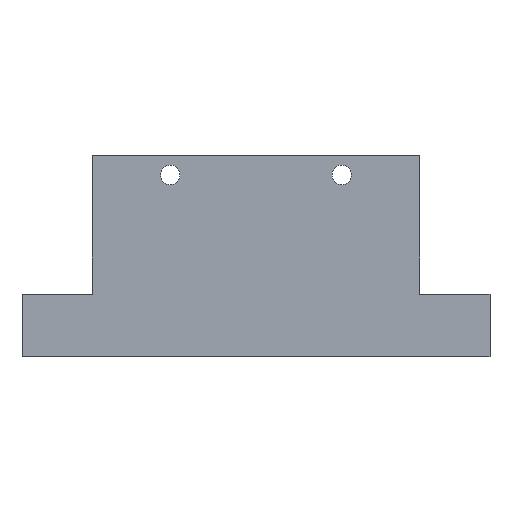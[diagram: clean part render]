
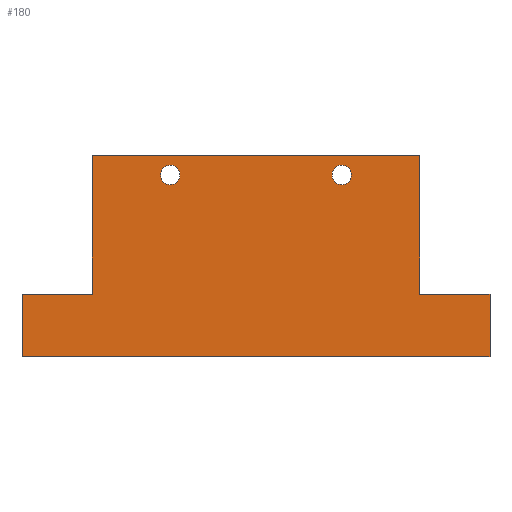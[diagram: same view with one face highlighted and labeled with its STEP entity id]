
A CAD part, front view. The second image highlights one B-rep face of the part: STEP entity #180.
In plain terms, the highlighted planar face has unit normal (0, -1, 0).
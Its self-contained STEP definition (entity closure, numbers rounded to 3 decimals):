
#36 = ORIENTED_EDGE ( 'NONE', *, *, #308, .F. ) ;
#43 = VECTOR ( 'NONE', #941, 1000. ) ;
#57 = LINE ( 'NONE', #221, #234 ) ;
#64 = VERTEX_POINT ( 'NONE', #157 ) ;
#76 = ORIENTED_EDGE ( 'NONE', *, *, #271, .F. ) ;
#104 = DIRECTION ( 'NONE',  ( 1., 0., 0. ) ) ;
#139 = LINE ( 'NONE', #597, #455 ) ;
#157 = CARTESIAN_POINT ( 'NONE',  ( 21., -25., 8. ) ) ;
#162 = LINE ( 'NONE', #1065, #899 ) ;
#179 = AXIS2_PLACEMENT_3D ( 'NONE', #1051, #443, #347 ) ;
#180 = ADVANCED_FACE ( 'NONE', ( #982, #929, #1012 ), #529, .F. ) ;
#188 = VERTEX_POINT ( 'NONE', #450 ) ;
#192 = VERTEX_POINT ( 'NONE', #537 ) ;
#200 = CARTESIAN_POINT ( 'NONE',  ( 30., -25., 8. ) ) ;
#213 = CARTESIAN_POINT ( 'NONE',  ( 11., -25., 23.3 ) ) ;
#221 = CARTESIAN_POINT ( 'NONE',  ( -30., -25., 0. ) ) ;
#234 = VECTOR ( 'NONE', #401, 1000. ) ;
#250 = CARTESIAN_POINT ( 'NONE',  ( 11., -25., 24.55 ) ) ;
#256 = DIRECTION ( 'NONE',  ( 0., -1., 0. ) ) ;
#271 = EDGE_CURVE ( 'NONE', #340, #64, #1064, .T. ) ;
#274 = VERTEX_POINT ( 'NONE', #718 ) ;
#282 = VECTOR ( 'NONE', #1132, 1000. ) ;
#292 = ORIENTED_EDGE ( 'NONE', *, *, #948, .T. ) ;
#308 = EDGE_CURVE ( 'NONE', #434, #864, #162, .T. ) ;
#313 = DIRECTION ( 'NONE',  ( 0., -1., 0. ) ) ;
#317 = EDGE_CURVE ( 'NONE', #892, #274, #690, .T. ) ;
#340 = VERTEX_POINT ( 'NONE', #499 ) ;
#347 = DIRECTION ( 'NONE',  ( 0., 0., -1. ) ) ;
#349 = EDGE_LOOP ( 'NONE', ( #839, #879 ) ) ;
#351 = VERTEX_POINT ( 'NONE', #694 ) ;
#360 = DIRECTION ( 'NONE',  ( 0., 1., 0. ) ) ;
#371 = ORIENTED_EDGE ( 'NONE', *, *, #914, .F. ) ;
#397 = CARTESIAN_POINT ( 'NONE',  ( 30., -25., 8. ) ) ;
#401 = DIRECTION ( 'NONE',  ( 1., 0., 0. ) ) ;
#411 = EDGE_CURVE ( 'NONE', #416, #274, #57, .T. ) ;
#416 = VERTEX_POINT ( 'NONE', #588 ) ;
#422 = AXIS2_PLACEMENT_3D ( 'NONE', #898, #360, #546 ) ;
#434 = VERTEX_POINT ( 'NONE', #513 ) ;
#443 = DIRECTION ( 'NONE',  ( 0., -1., 0. ) ) ;
#446 = DIRECTION ( 'NONE',  ( 0., -1., 0. ) ) ;
#448 = ORIENTED_EDGE ( 'NONE', *, *, #317, .F. ) ;
#450 = CARTESIAN_POINT ( 'NONE',  ( 11., -25., 22.05 ) ) ;
#455 = VECTOR ( 'NONE', #104, 1000. ) ;
#487 = ORIENTED_EDGE ( 'NONE', *, *, #795, .F. ) ;
#498 = AXIS2_PLACEMENT_3D ( 'NONE', #213, #313, #957 ) ;
#499 = CARTESIAN_POINT ( 'NONE',  ( 21., -25., 25.8 ) ) ;
#513 = CARTESIAN_POINT ( 'NONE',  ( -30., -25., 8. ) ) ;
#519 = EDGE_LOOP ( 'NONE', ( #1096, #448, #371, #76, #911, #292, #36, #1048 ) ) ;
#520 = VERTEX_POINT ( 'NONE', #250 ) ;
#529 = PLANE ( 'NONE',  #422 ) ;
#533 = DIRECTION ( 'NONE',  ( 0., 0., -1. ) ) ;
#537 = CARTESIAN_POINT ( 'NONE',  ( -11., -25., 22.05 ) ) ;
#538 = AXIS2_PLACEMENT_3D ( 'NONE', #627, #446, #533 ) ;
#546 = DIRECTION ( 'NONE',  ( 0., 0., 1. ) ) ;
#566 = CIRCLE ( 'NONE', #498, 1.25 ) ;
#570 = CIRCLE ( 'NONE', #538, 1.25 ) ;
#575 = VERTEX_POINT ( 'NONE', #944 ) ;
#583 = CIRCLE ( 'NONE', #179, 1.25 ) ;
#586 = DIRECTION ( 'NONE',  ( 0., 0., -1. ) ) ;
#588 = CARTESIAN_POINT ( 'NONE',  ( -30., -25., 0. ) ) ;
#589 = EDGE_CURVE ( 'NONE', #351, #340, #139, .T. ) ;
#593 = LINE ( 'NONE', #986, #889 ) ;
#597 = CARTESIAN_POINT ( 'NONE',  ( 21., -25., 25.8 ) ) ;
#610 = EDGE_CURVE ( 'NONE', #434, #416, #632, .T. ) ;
#615 = VECTOR ( 'NONE', #586, 1000. ) ;
#627 = CARTESIAN_POINT ( 'NONE',  ( -11., -25., 23.3 ) ) ;
#632 = LINE ( 'NONE', #967, #282 ) ;
#651 = EDGE_CURVE ( 'NONE', #575, #192, #1119, .T. ) ;
#690 = LINE ( 'NONE', #397, #615 ) ;
#694 = CARTESIAN_POINT ( 'NONE',  ( -21., -25., 25.8 ) ) ;
#718 = CARTESIAN_POINT ( 'NONE',  ( 30., -25., 0. ) ) ;
#771 = EDGE_CURVE ( 'NONE', #520, #188, #583, .T. ) ;
#795 = EDGE_CURVE ( 'NONE', #188, #520, #566, .T. ) ;
#811 = DIRECTION ( 'NONE',  ( 0., 0., -1. ) ) ;
#814 = VECTOR ( 'NONE', #811, 1000. ) ;
#816 = DIRECTION ( 'NONE',  ( 0., 0., -1. ) ) ;
#839 = ORIENTED_EDGE ( 'NONE', *, *, #1071, .F. ) ;
#844 = CARTESIAN_POINT ( 'NONE',  ( -11., -25., 23.3 ) ) ;
#864 = VERTEX_POINT ( 'NONE', #883 ) ;
#879 = ORIENTED_EDGE ( 'NONE', *, *, #651, .F. ) ;
#881 = AXIS2_PLACEMENT_3D ( 'NONE', #844, #256, #816 ) ;
#883 = CARTESIAN_POINT ( 'NONE',  ( -21., -25., 8. ) ) ;
#889 = VECTOR ( 'NONE', #1112, 1000. ) ;
#892 = VERTEX_POINT ( 'NONE', #200 ) ;
#898 = CARTESIAN_POINT ( 'NONE',  ( -30., -25., 8. ) ) ;
#899 = VECTOR ( 'NONE', #1095, 1000. ) ;
#911 = ORIENTED_EDGE ( 'NONE', *, *, #589, .F. ) ;
#914 = EDGE_CURVE ( 'NONE', #64, #892, #932, .T. ) ;
#929 = FACE_BOUND ( 'NONE', #349, .T. ) ;
#932 = LINE ( 'NONE', #1032, #43 ) ;
#941 = DIRECTION ( 'NONE',  ( 1., 0., 0. ) ) ;
#944 = CARTESIAN_POINT ( 'NONE',  ( -11., -25., 24.55 ) ) ;
#948 = EDGE_CURVE ( 'NONE', #351, #864, #593, .T. ) ;
#957 = DIRECTION ( 'NONE',  ( 0., 0., -1. ) ) ;
#964 = EDGE_LOOP ( 'NONE', ( #487, #1005 ) ) ;
#967 = CARTESIAN_POINT ( 'NONE',  ( -30., -25., 8. ) ) ;
#982 = FACE_BOUND ( 'NONE', #964, .T. ) ;
#986 = CARTESIAN_POINT ( 'NONE',  ( -21., -25., 25.8 ) ) ;
#1005 = ORIENTED_EDGE ( 'NONE', *, *, #771, .F. ) ;
#1012 = FACE_OUTER_BOUND ( 'NONE', #519, .T. ) ;
#1032 = CARTESIAN_POINT ( 'NONE',  ( -30., -25., 8. ) ) ;
#1048 = ORIENTED_EDGE ( 'NONE', *, *, #610, .T. ) ;
#1051 = CARTESIAN_POINT ( 'NONE',  ( 11., -25., 23.3 ) ) ;
#1064 = LINE ( 'NONE', #1128, #814 ) ;
#1065 = CARTESIAN_POINT ( 'NONE',  ( -30., -25., 8. ) ) ;
#1071 = EDGE_CURVE ( 'NONE', #192, #575, #570, .T. ) ;
#1095 = DIRECTION ( 'NONE',  ( 1., 0., 0. ) ) ;
#1096 = ORIENTED_EDGE ( 'NONE', *, *, #411, .T. ) ;
#1112 = DIRECTION ( 'NONE',  ( 0., 0., -1. ) ) ;
#1119 = CIRCLE ( 'NONE', #881, 1.25 ) ;
#1128 = CARTESIAN_POINT ( 'NONE',  ( 21., -25., 25.8 ) ) ;
#1132 = DIRECTION ( 'NONE',  ( 0., 0., -1. ) ) ;
